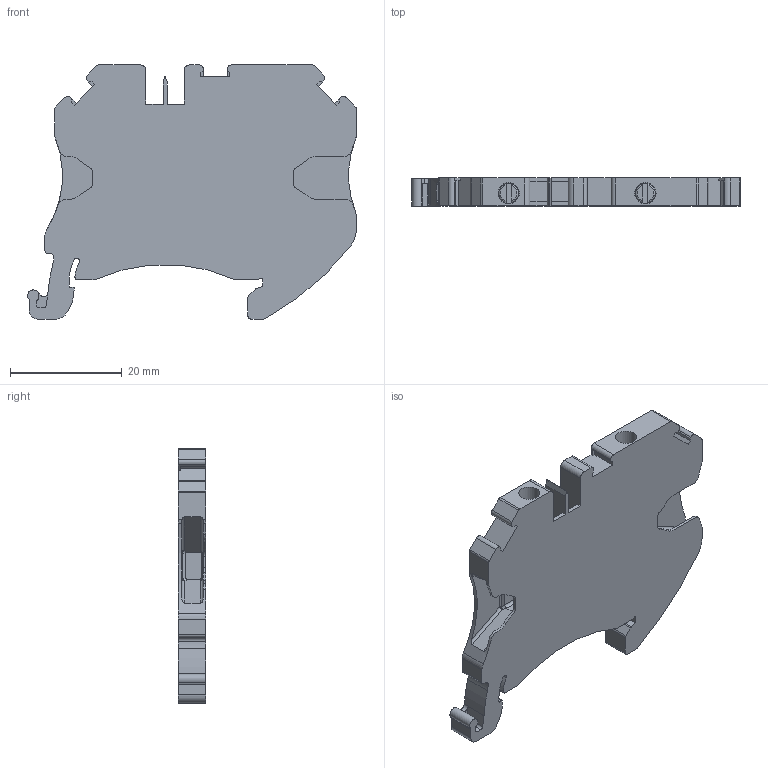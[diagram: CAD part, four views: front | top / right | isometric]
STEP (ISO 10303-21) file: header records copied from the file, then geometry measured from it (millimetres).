
FILE_DESCRIPTION(/* description */ ('Unknown'),/* implementation_level */ '2;1');
FILE_NAME(/* name */ 'TQ2_5_3D_SOLID',/* time_stamp */ '2021-04-23T10:57:09+05:00',/* author */ ('Unknown'),/* organization */ ('Unknown'),/* preprocessor_version */ 'ST-DEVELOPER v16.7',/* originating_system */ 'DEX',/* authorisation */ $);
FILE_SCHEMA (('AUTOMOTIVE_DESIGN {1 0 10303 214 3 1 1}'));
Length unit declared in the file: millimetre
Products named in the file (1): TQ2.5_SOLID
Bounding box: 58.85 x 5 x 45.5 mm (x, y, z)
Volume: 8255.5 mm3; surface area: 6339.4 mm2
Topology: 1 solids, 1 shells, 268 faces, 730 edges, 470 vertices
Faces by surface type: plane 124, cylinder 112, sphere 11, bspline 11, torus 10
Full cylindrical faces by diameter (mm): 2.6 x2, 2.8 x2, 3.5 x2, 3.8 x2
Entity records: 10406 total; most frequent: CARTESIAN_POINT 1676, DIRECTION 1460, ORIENTED_EDGE 1430, EDGE_CURVE 715, AXIS2_PLACEMENT_3D 520, VERTEX_POINT 467, LINE 420, VECTOR 420
